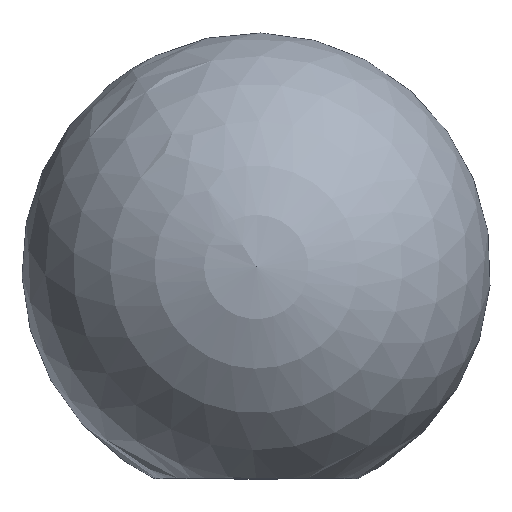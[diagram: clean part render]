
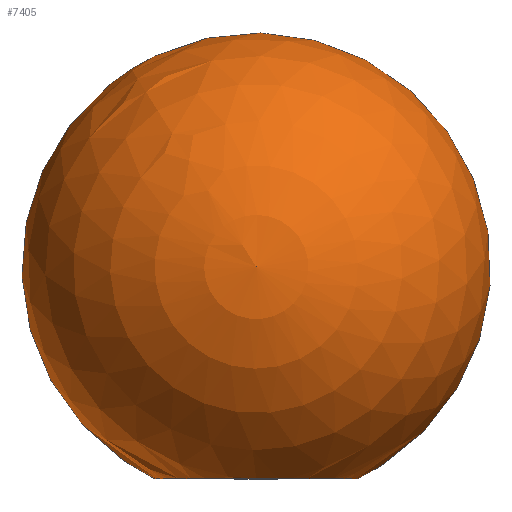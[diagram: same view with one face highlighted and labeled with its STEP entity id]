
A CAD part, top view. The second image highlights one B-rep face of the part: STEP entity #7405.
In plain terms, the highlighted spherical face has radius 12.5 mm.
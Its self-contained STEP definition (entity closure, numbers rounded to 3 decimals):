
#997 = EDGE_CURVE ( 'NONE', #7781, #7781, #5941, .T. ) ;
#1978 = AXIS2_PLACEMENT_3D ( 'NONE', #5729, #5846, #9988 ) ;
#2476 = FACE_OUTER_BOUND ( 'NONE', #9450, .T. ) ;
#3776 = DIRECTION ( 'NONE',  ( 1., 0., 0. ) ) ;
#4732 = DIRECTION ( 'NONE',  ( 0., 0., 1. ) ) ;
#5389 = CARTESIAN_POINT ( 'NONE',  ( 5.4, -11.273, 0. ) ) ;
#5729 = CARTESIAN_POINT ( 'NONE',  ( 0., -11.273, 0. ) ) ;
#5846 = DIRECTION ( 'NONE',  ( 0., -1., 0. ) ) ;
#5941 = CIRCLE ( 'NONE', #1978, 5.4 ) ;
#6338 = CARTESIAN_POINT ( 'NONE',  ( 0., 0., 0. ) ) ;
#6377 = SPHERICAL_SURFACE ( 'NONE', #9952, 12.5 ) ;
#7405 = ADVANCED_FACE ( 'NONE', ( #2476 ), #6377, .T. ) ;
#7781 = VERTEX_POINT ( 'NONE', #5389 ) ;
#9450 = EDGE_LOOP ( 'NONE', ( #10357 ) ) ;
#9952 = AXIS2_PLACEMENT_3D ( 'NONE', #6338, #4732, #3776 ) ;
#9988 = DIRECTION ( 'NONE',  ( 1., 0., 0. ) ) ;
#10357 = ORIENTED_EDGE ( 'NONE', *, *, #997, .F. ) ;
